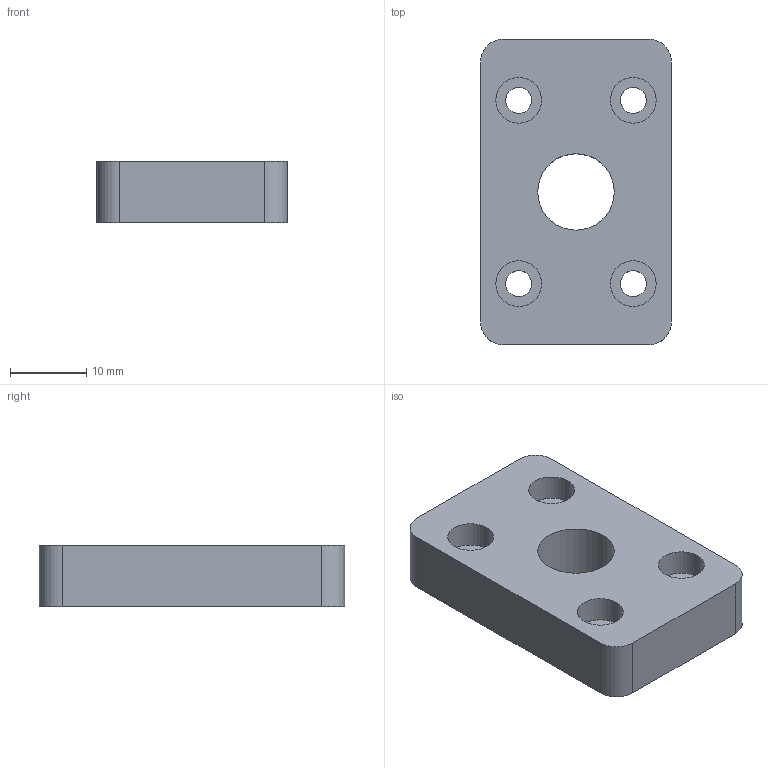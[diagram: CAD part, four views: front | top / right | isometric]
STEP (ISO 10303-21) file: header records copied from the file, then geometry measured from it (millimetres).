
FILE_DESCRIPTION(/* description */ (''),/* implementation_level */ '2;1');
FILE_NAME(/* name */ 'Adapter_flange.stp',/* time_stamp */ '2024-04-03T16:33:33+02:00',/* author */ ('s1alknau'),/* organization */ (''),/* preprocessor_version */ 'ST-DEVELOPER v19.2',/* originating_system */ 'Autodesk Inventor 2024',/* authorisation */ '');
FILE_SCHEMA (('AUTOMOTIVE_DESIGN { 1 0 10303 214 3 1 1 }'));
Length unit declared in the file: millimetre
Products named in the file (1): Adapterplatte_Focus
Bounding box: 25 x 40 x 8 mm (x, y, z)
Volume: 6758.3 mm3; surface area: 3457.9 mm2
Topology: 1 solids, 1 shells, 23 faces, 68 edges, 60 vertices
Faces by surface type: cylinder 13, plane 10
Full cylindrical faces by diameter (mm): 3.4 x4, 6 x4, 10 x1
Entity records: 829 total; most frequent: DIRECTION 151, CARTESIAN_POINT 139, ORIENTED_EDGE 102, AXIS2_PLACEMENT_3D 63, EDGE_CURVE 51, CIRCLE 39, EDGE_LOOP 37, VERTEX_POINT 34
